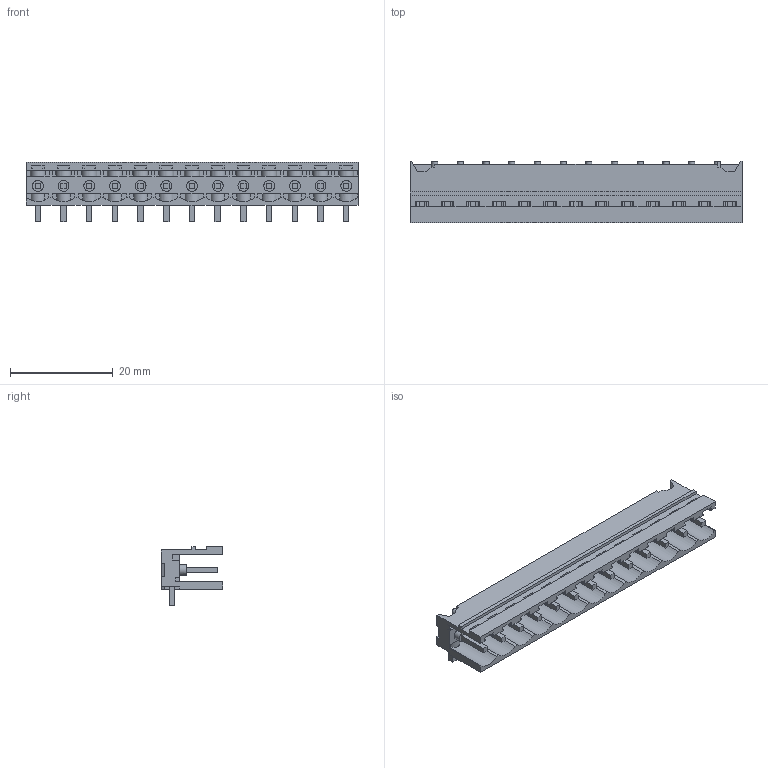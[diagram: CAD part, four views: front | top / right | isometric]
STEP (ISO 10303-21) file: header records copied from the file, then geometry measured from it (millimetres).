
FILE_DESCRIPTION(('CATIA V5 STEP Exchange','CAx-IF Rec.Pracs.--- Model Styling and Organization---1.2---2011-12-15'),'2;1');
FILE_NAME ('D1457087_0_1840000000_1840000000.stp','2018-03-08T07:55:00+00:00',('none'),('Weidmueller'),'CATIA Version 5-6 Release 2014','CATIA V5 STEP AP214','none');
FILE_SCHEMA(('AUTOMOTIVE_DESIGN { 1 0 10303 214 1 1 1 1 }'));
Length unit declared in the file: millimetre
Products named in the file (1): 1840000000
Bounding box: 64.6 x 12 x 11.63 mm (x, y, z)
Volume: 2271.4 mm3; surface area: 5701 mm2
Topology: 14 solids, 14 shells, 845 faces, 2589 edges, 1746 vertices
Faces by surface type: plane 706, cylinder 139
Entity records: 27343 total; most frequent: CARTESIAN_POINT 5605, ORIENTED_EDGE 5178, DIRECTION 3487, EDGE_CURVE 2589, VECTOR 2174, LINE 2174, VERTEX_POINT 1746, EDGE_LOOP 871
